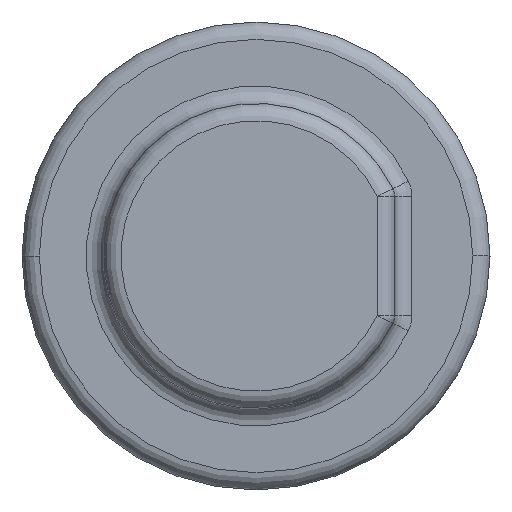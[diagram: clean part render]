
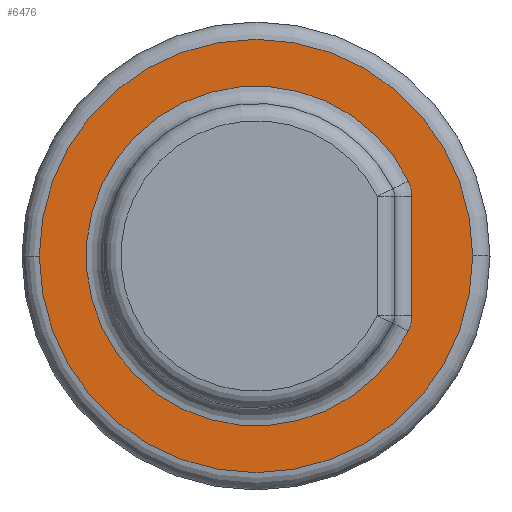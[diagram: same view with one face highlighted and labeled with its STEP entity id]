
A CAD part, left-side view. The second image highlights one B-rep face of the part: STEP entity #6476.
In plain terms, the highlighted planar face has unit normal (-1, 0, 0).
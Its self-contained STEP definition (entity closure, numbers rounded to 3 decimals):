
#75=CARTESIAN_POINT('',(-448.,0.,0.));
#76=DIRECTION('',(1.,0.,0.));
#77=DIRECTION('',(0.,1.,0.));
#78=AXIS2_PLACEMENT_3D('',#75,#76,#77);
#80=CARTESIAN_POINT('',(-448.,0.,0.));
#81=DIRECTION('',(1.,0.,0.));
#82=DIRECTION('',(0.,-1.,0.));
#83=AXIS2_PLACEMENT_3D('',#80,#81,#82);
#85=CARTESIAN_POINT('',(-448.,-7.,3.441));
#86=DIRECTION('',(1.,0.,0.));
#87=DIRECTION('',(0.,-0.897,0.441));
#88=AXIS2_PLACEMENT_3D('',#85,#86,#87);
#90=CARTESIAN_POINT('',(-448.,0.,0.));
#91=DIRECTION('',(1.,0.,0.));
#92=DIRECTION('',(0.,-0.897,-0.441));
#93=AXIS2_PLACEMENT_3D('',#90,#91,#92);
#95=CARTESIAN_POINT('',(-448.,-7.,-3.441));
#96=DIRECTION('',(1.,0.,0.));
#97=DIRECTION('',(0.,-1.,0.));
#98=AXIS2_PLACEMENT_3D('',#95,#96,#97);
#100=DIRECTION('',(0.,0.,-1.));
#101=VECTOR('',#100,6.882);
#102=CARTESIAN_POINT('',(-448.,-9.,3.441));
#103=LINE('',#102,#101);
#6335=CARTESIAN_POINT('',(-448.,12.5,0.));
#6336=CARTESIAN_POINT('',(-448.,-12.5,0.));
#6337=VERTEX_POINT('',#6335);
#6338=VERTEX_POINT('',#6336);
#6343=CARTESIAN_POINT('',(-448.,-8.795,4.323));
#6344=CARTESIAN_POINT('',(-448.,-9.,3.441));
#6345=VERTEX_POINT('',#6343);
#6346=VERTEX_POINT('',#6344);
#6349=CARTESIAN_POINT('',(-448.,-9.,-3.441));
#6350=VERTEX_POINT('',#6349);
#6353=CARTESIAN_POINT('',(-448.,-8.795,-4.323));
#6354=VERTEX_POINT('',#6353);
#6457=CARTESIAN_POINT('',(-448.,0.,0.));
#6458=DIRECTION('',(1.,0.,0.));
#6459=DIRECTION('',(0.,-1.,0.));
#6460=AXIS2_PLACEMENT_3D('',#6457,#6458,#6459);
#6461=PLANE('',#6460);
#6462=ORIENTED_EDGE('',*,*,#6437,.T.);
#6463=ORIENTED_EDGE('',*,*,#6451,.T.);
#6464=EDGE_LOOP('',(#6462,#6463));
#6465=FACE_OUTER_BOUND('',#6464,.F.);
#6467=ORIENTED_EDGE('',*,*,#6466,.F.);
#6469=ORIENTED_EDGE('',*,*,#6468,.F.);
#6471=ORIENTED_EDGE('',*,*,#6470,.F.);
#6473=ORIENTED_EDGE('',*,*,#6472,.F.);
#6474=EDGE_LOOP('',(#6467,#6469,#6471,#6473));
#6475=FACE_BOUND('',#6474,.F.);
#6476=ADVANCED_FACE('',(#6465,#6475),#6461,.F.);
#79=CIRCLE('',#78,12.5);
#84=CIRCLE('',#83,12.5);
#89=CIRCLE('',#88,2.);
#94=CIRCLE('',#93,9.8);
#99=CIRCLE('',#98,2.);
#6437=EDGE_CURVE('',#6337,#6338,#79,.T.);
#6451=EDGE_CURVE('',#6338,#6337,#84,.T.);
#6466=EDGE_CURVE('',#6345,#6346,#89,.T.);
#6468=EDGE_CURVE('',#6354,#6345,#94,.T.);
#6470=EDGE_CURVE('',#6350,#6354,#99,.T.);
#6472=EDGE_CURVE('',#6346,#6350,#103,.T.);
